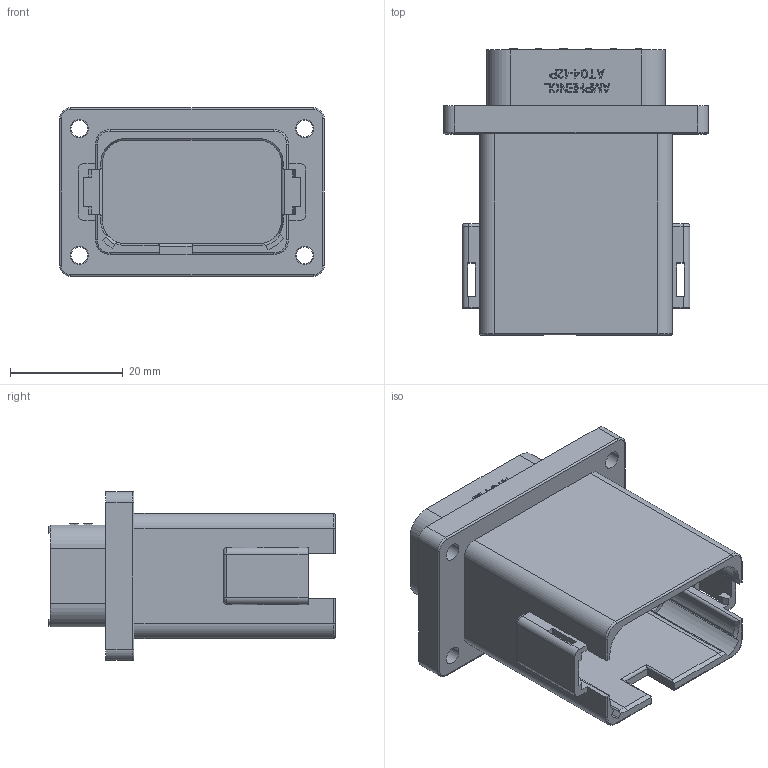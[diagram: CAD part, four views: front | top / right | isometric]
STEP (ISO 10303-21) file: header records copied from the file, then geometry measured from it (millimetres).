
FILE_DESCRIPTION((''),'2;1');
FILE_NAME('26-54223-12PA-M','2014-07-22T',('Orion.Li'),(''),'PRO/ENGINEER BY PARAMETRIC TECHNOLOGY CORPORATION, 2013230','PRO/ENGINEER BY PARAMETRIC TECHNOLOGY CORPORATION, 2013230','');
FILE_SCHEMA(('CONFIG_CONTROL_DESIGN'));
Length unit declared in the file: millimetre
Products named in the file (1): 26-54223-12PA-M
Bounding box: 47 x 50.8 x 30 mm (x, y, z)
Volume: 24802.6 mm3; surface area: 11618.1 mm2
Topology: 1 solids, 3 shells, 1299 faces, 3559 edges, 2344 vertices
Faces by surface type: plane 1045, cylinder 112, extrusion 66, torus 46, cone 30
Entity records: 41088 total; most frequent: CARTESIAN_POINT 8119, ORIENTED_EDGE 7118, DIRECTION 6219, EDGE_CURVE 3559, VECTOR 3121, LINE 3055, VERTEX_POINT 2344, AXIS2_PLACEMENT_3D 1549
